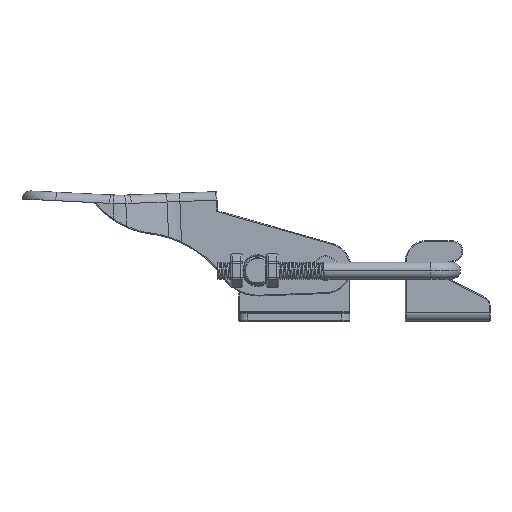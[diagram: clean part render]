
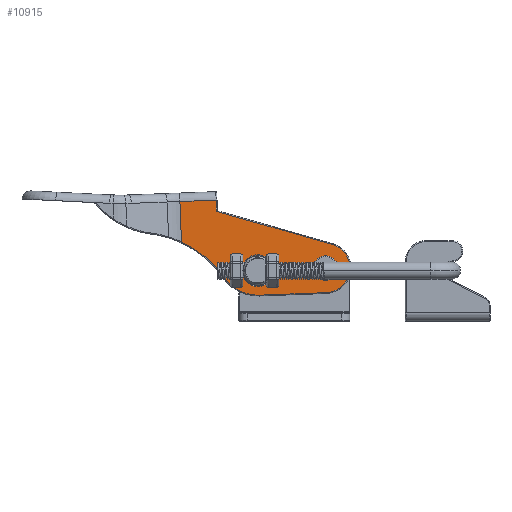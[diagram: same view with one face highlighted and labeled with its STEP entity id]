
A CAD part, left-side view. The second image highlights one B-rep face of the part: STEP entity #10915.
In plain terms, the highlighted face is planar.
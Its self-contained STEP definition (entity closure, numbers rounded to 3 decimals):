
#356 = FACE_BOUND ( 'NONE', #10933, .T. ) ;
#387 = DIRECTION ( 'NONE',  ( -1., 0., 0. ) ) ;
#388 = DIRECTION ( 'NONE',  ( 0., 0., -1. ) ) ;
#389 = CARTESIAN_POINT ( 'NONE',  ( 2.8, -13.5, 4. ) ) ;
#390 = AXIS2_PLACEMENT_3D ( 'NONE', #389, #388, #387 ) ;
#391 = CARTESIAN_POINT ( 'NONE',  ( -34.305, -1.988, 4. ) ) ;
#392 = CIRCLE ( 'NONE', #447, 2.8 ) ;
#393 = CARTESIAN_POINT ( 'NONE',  ( 1.262, -0.045, 4. ) ) ;
#394 = FACE_BOUND ( 'NONE', #10872, .T. ) ;
#395 = CARTESIAN_POINT ( 'NONE',  ( -7.3, 9.5, 4. ) ) ;
#396 = CARTESIAN_POINT ( 'NONE',  ( -32.5, -7.5, 4. ) ) ;
#401 = CARTESIAN_POINT ( 'NONE',  ( -38.3, -7.5, 4. ) ) ;
#405 = FACE_OUTER_BOUND ( 'NONE', #10918, .T. ) ;
#406 = CIRCLE ( 'NONE', #451, 25.2 ) ;
#411 = PLANE ( 'NONE',  #390 ) ;
#420 = DIRECTION ( 'NONE',  ( -1., 0., 0. ) ) ;
#421 = DIRECTION ( 'NONE',  ( 0., 0., 1. ) ) ;
#422 = CARTESIAN_POINT ( 'NONE',  ( -16.5, -7.5, 4. ) ) ;
#425 = AXIS2_PLACEMENT_3D ( 'NONE', #422, #421, #420 ) ;
#428 = CARTESIAN_POINT ( 'NONE',  ( -8.464, -8.82, 4. ) ) ;
#429 = CIRCLE ( 'NONE', #425, 3.75 ) ;
#435 = DIRECTION ( 'NONE',  ( -1., 0., 0. ) ) ;
#436 = DIRECTION ( 'NONE',  ( 0., 0., 1. ) ) ;
#440 = DIRECTION ( 'NONE',  ( 0., -1., 0. ) ) ;
#441 = CARTESIAN_POINT ( 'NONE',  ( -16.694, -13.3, 4. ) ) ;
#442 = VECTOR ( 'NONE', #440, 1000. ) ;
#443 = CARTESIAN_POINT ( 'NONE',  ( 1.262, 0.456, 4. ) ) ;
#444 = LINE ( 'NONE', #443, #442 ) ;
#445 = DIRECTION ( 'NONE',  ( -1., 0., 0. ) ) ;
#446 = DIRECTION ( 'NONE',  ( 0., 0., 1. ) ) ;
#447 = AXIS2_PLACEMENT_3D ( 'NONE', #396, #446, #445 ) ;
#448 = CARTESIAN_POINT ( 'NONE',  ( -32.5, -13.3, 4. ) ) ;
#449 = CARTESIAN_POINT ( 'NONE',  ( 12.7, -22.5, 4. ) ) ;
#450 = CARTESIAN_POINT ( 'NONE',  ( 1.262, 9.5, 4. ) ) ;
#451 = AXIS2_PLACEMENT_3D ( 'NONE', #449, #436, #435 ) ;
#505 = CIRCLE ( 'NONE', #544, 0.4 ) ;
#506 = DIRECTION ( 'NONE',  ( 0., 1., 0. ) ) ;
#507 = CARTESIAN_POINT ( 'NONE',  ( -7.576, 6.765, 4. ) ) ;
#508 = CARTESIAN_POINT ( 'NONE',  ( -32.5, -7.5, 4. ) ) ;
#513 = DIRECTION ( 'NONE',  ( 0., 0., -1. ) ) ;
#514 = CARTESIAN_POINT ( 'NONE',  ( -32.5, -7.5, 4. ) ) ;
#517 = CIRCLE ( 'NONE', #549, 5.8 ) ;
#528 = CIRCLE ( 'NONE', #564, 5.8 ) ;
#530 = DIRECTION ( 'NONE',  ( 1., 0., 0. ) ) ;
#531 = VECTOR ( 'NONE', #530, 1000. ) ;
#532 = CARTESIAN_POINT ( 'NONE',  ( 1.262, 9.5, 4. ) ) ;
#533 = LINE ( 'NONE', #532, #531 ) ;
#535 = DIRECTION ( 'NONE',  ( 0.95, 0.311, 0. ) ) ;
#536 = VECTOR ( 'NONE', #535, 1000. ) ;
#537 = CARTESIAN_POINT ( 'NONE',  ( -4.198, 7.871, 4. ) ) ;
#538 = LINE ( 'NONE', #537, #536 ) ;
#539 = VECTOR ( 'NONE', #506, 1000. ) ;
#541 = CARTESIAN_POINT ( 'NONE',  ( -7.3, 9.5, 4. ) ) ;
#542 = LINE ( 'NONE', #541, #539 ) ;
#543 = DIRECTION ( 'NONE',  ( -1., 0., 0. ) ) ;
#544 = AXIS2_PLACEMENT_3D ( 'NONE', #580, #579, #578 ) ;
#549 = AXIS2_PLACEMENT_3D ( 'NONE', #514, #513, #543 ) ;
#557 = DIRECTION ( 'NONE',  ( 0., 1., 0. ) ) ;
#558 = VECTOR ( 'NONE', #557, 1000. ) ;
#560 = DIRECTION ( 'NONE',  ( -1., 0., 0. ) ) ;
#561 = DIRECTION ( 'NONE',  ( 0., 0., -1. ) ) ;
#564 = AXIS2_PLACEMENT_3D ( 'NONE', #508, #561, #560 ) ;
#565 = CARTESIAN_POINT ( 'NONE',  ( -7.3, 7.145, 4. ) ) ;
#566 = DIRECTION ( 'NONE',  ( -1., 0., 0. ) ) ;
#567 = VECTOR ( 'NONE', #566, 1000. ) ;
#570 = CARTESIAN_POINT ( 'NONE',  ( -38.3, -7.451, 4. ) ) ;
#571 = DIRECTION ( 'NONE',  ( -1., 0., 0. ) ) ;
#572 = DIRECTION ( 'NONE',  ( 0., 0., -1. ) ) ;
#573 = CARTESIAN_POINT ( 'NONE',  ( -16.694, -3.5, 4. ) ) ;
#574 = AXIS2_PLACEMENT_3D ( 'NONE', #573, #572, #571 ) ;
#575 = CIRCLE ( 'NONE', #574, 9.8 ) ;
#576 = CARTESIAN_POINT ( 'NONE',  ( -38.3, -7.451, 4. ) ) ;
#577 = LINE ( 'NONE', #576, #558 ) ;
#578 = DIRECTION ( 'NONE',  ( -1., 0., 0. ) ) ;
#579 = DIRECTION ( 'NONE',  ( 0., 0., -1. ) ) ;
#580 = CARTESIAN_POINT ( 'NONE',  ( -7.7, 7.145, 4. ) ) ;
#581 = CARTESIAN_POINT ( 'NONE',  ( -32.5, -13.3, 4. ) ) ;
#582 = LINE ( 'NONE', #581, #567 ) ;
#10281 = EDGE_CURVE ( 'NONE', #10293, #10283, #33168, .T. ) ;
#10283 = VERTEX_POINT ( 'NONE', #33220 ) ;
#10293 = VERTEX_POINT ( 'NONE', #33206 ) ;
#10307 = VERTEX_POINT ( 'NONE', #33225 ) ;
#10310 = VERTEX_POINT ( 'NONE', #33277 ) ;
#10353 = EDGE_CURVE ( 'NONE', #10307, #10310, #33326, .T. ) ;
#10872 = EDGE_LOOP ( 'NONE', ( #10917, #10916 ) ) ;
#10913 = VERTEX_POINT ( 'NONE', #395 ) ;
#10914 = VERTEX_POINT ( 'NONE', #401 ) ;
#10915 = ADVANCED_FACE ( 'NONE', ( #394, #356, #405 ), #411, .T. ) ;
#10916 = ORIENTED_EDGE ( 'NONE', *, *, #10353, .T. ) ;
#10917 = ORIENTED_EDGE ( 'NONE', *, *, #10919, .T. ) ;
#10918 = EDGE_LOOP ( 'NONE', ( #10920, #10991, #10994, #10997, #10989, #10993, #10996, #10982, #10985, #10963, #10931 ) ) ;
#10919 = EDGE_CURVE ( 'NONE', #10310, #10307, #392, .T. ) ;
#10920 = ORIENTED_EDGE ( 'NONE', *, *, #10924, .T. ) ;
#10921 = ORIENTED_EDGE ( 'NONE', *, *, #10281, .T. ) ;
#10922 = VERTEX_POINT ( 'NONE', #448 ) ;
#10923 = VERTEX_POINT ( 'NONE', #391 ) ;
#10924 = EDGE_CURVE ( 'NONE', #10927, #10928, #444, .T. ) ;
#10925 = VERTEX_POINT ( 'NONE', #441 ) ;
#10926 = EDGE_CURVE ( 'NONE', #10928, #10932, #406, .T. ) ;
#10927 = VERTEX_POINT ( 'NONE', #450 ) ;
#10928 = VERTEX_POINT ( 'NONE', #393 ) ;
#10931 = ORIENTED_EDGE ( 'NONE', *, *, #10981, .T. ) ;
#10932 = VERTEX_POINT ( 'NONE', #428 ) ;
#10933 = EDGE_LOOP ( 'NONE', ( #10939, #10921 ) ) ;
#10935 = EDGE_CURVE ( 'NONE', #10283, #10293, #429, .T. ) ;
#10939 = ORIENTED_EDGE ( 'NONE', *, *, #10935, .T. ) ;
#10963 = ORIENTED_EDGE ( 'NONE', *, *, #10986, .T. ) ;
#10977 = EDGE_CURVE ( 'NONE', #10999, #10923, #517, .T. ) ;
#10978 = VERTEX_POINT ( 'NONE', #507 ) ;
#10979 = EDGE_CURVE ( 'NONE', #10923, #10978, #538, .T. ) ;
#10981 = EDGE_CURVE ( 'NONE', #10913, #10927, #533, .T. ) ;
#10982 = ORIENTED_EDGE ( 'NONE', *, *, #10979, .T. ) ;
#10985 = ORIENTED_EDGE ( 'NONE', *, *, #10990, .F. ) ;
#10986 = EDGE_CURVE ( 'NONE', #11000, #10913, #542, .T. ) ;
#10989 = ORIENTED_EDGE ( 'NONE', *, *, #10998, .T. ) ;
#10990 = EDGE_CURVE ( 'NONE', #11000, #10978, #505, .T. ) ;
#10991 = ORIENTED_EDGE ( 'NONE', *, *, #10926, .T. ) ;
#10992 = EDGE_CURVE ( 'NONE', #10932, #10925, #575, .T. ) ;
#10993 = ORIENTED_EDGE ( 'NONE', *, *, #11001, .T. ) ;
#10994 = ORIENTED_EDGE ( 'NONE', *, *, #10992, .T. ) ;
#10995 = EDGE_CURVE ( 'NONE', #10925, #10922, #582, .T. ) ;
#10996 = ORIENTED_EDGE ( 'NONE', *, *, #10977, .T. ) ;
#10997 = ORIENTED_EDGE ( 'NONE', *, *, #10995, .T. ) ;
#10998 = EDGE_CURVE ( 'NONE', #10922, #10914, #528, .T. ) ;
#10999 = VERTEX_POINT ( 'NONE', #570 ) ;
#11000 = VERTEX_POINT ( 'NONE', #565 ) ;
#11001 = EDGE_CURVE ( 'NONE', #10914, #10999, #577, .T. ) ;
#33168 = CIRCLE ( 'NONE', #33213, 3.75 ) ;
#33206 = CARTESIAN_POINT ( 'NONE',  ( -12.75, -7.5, 4. ) ) ;
#33209 = DIRECTION ( 'NONE',  ( -1., 0., 0. ) ) ;
#33210 = DIRECTION ( 'NONE',  ( 0., 0., 1. ) ) ;
#33213 = AXIS2_PLACEMENT_3D ( 'NONE', #33218, #33210, #33209 ) ;
#33218 = CARTESIAN_POINT ( 'NONE',  ( -16.5, -7.5, 4. ) ) ;
#33220 = CARTESIAN_POINT ( 'NONE',  ( -20.25, -7.5, 4. ) ) ;
#33225 = CARTESIAN_POINT ( 'NONE',  ( -29.7, -7.5, 4. ) ) ;
#33277 = CARTESIAN_POINT ( 'NONE',  ( -35.3, -7.5, 4. ) ) ;
#33318 = DIRECTION ( 'NONE',  ( -1., 0., 0. ) ) ;
#33319 = DIRECTION ( 'NONE',  ( 0., 0., 1. ) ) ;
#33320 = AXIS2_PLACEMENT_3D ( 'NONE', #33328, #33319, #33318 ) ;
#33326 = CIRCLE ( 'NONE', #33320, 2.8 ) ;
#33328 = CARTESIAN_POINT ( 'NONE',  ( -32.5, -7.5, 4. ) ) ;
